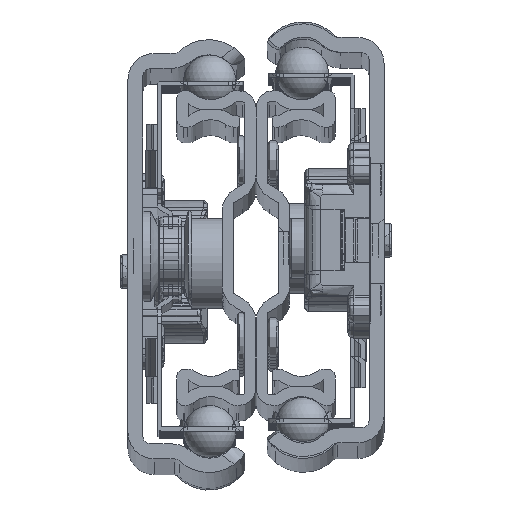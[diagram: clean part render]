
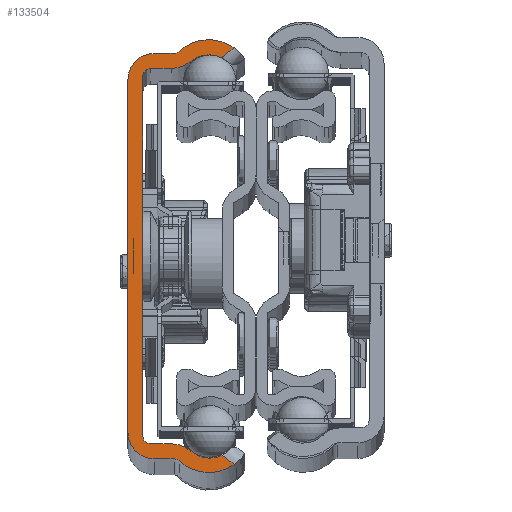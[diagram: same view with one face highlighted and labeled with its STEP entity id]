
A CAD part, top view. The second image highlights one B-rep face of the part: STEP entity #133504.
In plain terms, the highlighted planar face has unit normal (0, 0, 1).
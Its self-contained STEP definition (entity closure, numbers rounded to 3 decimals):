
#9491=PLANE('',#142727);
#15469=LINE('',#226321,#24825);
#15472=LINE('',#226329,#24828);
#15475=LINE('',#226337,#24831);
#15579=LINE('',#226617,#24935);
#15582=LINE('',#226625,#24938);
#15840=LINE('',#227253,#25196);
#15852=LINE('',#227307,#25208);
#15853=LINE('',#227315,#25209);
#15858=LINE('',#227330,#25214);
#15861=LINE('',#227340,#25217);
#24825=VECTOR('',#163758,10.);
#24828=VECTOR('',#163767,10.);
#24831=VECTOR('',#163776,10.);
#24935=VECTOR('',#163956,10.);
#24938=VECTOR('',#163965,10.);
#25196=VECTOR('',#164625,10.);
#25208=VECTOR('',#164663,10.);
#25209=VECTOR('',#164666,10.);
#25214=VECTOR('',#164685,10.);
#25217=VECTOR('',#164698,10.);
#34846=FACE_OUTER_BOUND('',#41992,.T.);
#41992=EDGE_LOOP('',(#103643,#103644,#103645,#103646,#103647,#103648,#103649,
#103650,#103651,#103652,#103653,#103654,#103655,#103656,#103657,#103658,
#103659,#103660,#103661,#103662,#103663,#103664));
#48046=CIRCLE('',#142449,3.8);
#48047=CIRCLE('',#142452,4.);
#48048=CIRCLE('',#142455,1.);
#48084=CIRCLE('',#142493,1.);
#48085=CIRCLE('',#142496,4.);
#48086=CIRCLE('',#142499,3.8);
#48127=CIRCLE('',#142706,5.8);
#48128=CIRCLE('',#142716,5.8);
#48129=CIRCLE('',#142718,1.);
#48130=CIRCLE('',#142721,3.5);
#48131=CIRCLE('',#142723,3.5);
#48132=CIRCLE('',#142726,1.);
#57064=VERTEX_POINT('',#226308);
#57065=VERTEX_POINT('',#226310);
#57066=VERTEX_POINT('',#226319);
#57067=VERTEX_POINT('',#226323);
#57068=VERTEX_POINT('',#226327);
#57069=VERTEX_POINT('',#226331);
#57070=VERTEX_POINT('',#226335);
#57207=VERTEX_POINT('',#226611);
#57208=VERTEX_POINT('',#226615);
#57209=VERTEX_POINT('',#226619);
#57210=VERTEX_POINT('',#226623);
#57212=VERTEX_POINT('',#226629);
#57364=VERTEX_POINT('',#227250);
#57365=VERTEX_POINT('',#227252);
#57371=VERTEX_POINT('',#227281);
#57372=VERTEX_POINT('',#227286);
#57376=VERTEX_POINT('',#227310);
#57377=VERTEX_POINT('',#227320);
#57378=VERTEX_POINT('',#227324);
#57379=VERTEX_POINT('',#227328);
#57380=VERTEX_POINT('',#227334);
#57381=VERTEX_POINT('',#227338);
#73519=EDGE_CURVE('',#57065,#57064,#48046,.T.);
#73522=EDGE_CURVE('',#57064,#57066,#15469,.T.);
#73524=EDGE_CURVE('',#57066,#57067,#48047,.T.);
#73526=EDGE_CURVE('',#57067,#57068,#15472,.T.);
#73528=EDGE_CURVE('',#57068,#57069,#48048,.T.);
#73530=EDGE_CURVE('',#57069,#57070,#15475,.T.);
#73668=EDGE_CURVE('',#57070,#57207,#48084,.T.);
#73670=EDGE_CURVE('',#57207,#57208,#15579,.T.);
#73672=EDGE_CURVE('',#57208,#57209,#48085,.T.);
#73674=EDGE_CURVE('',#57209,#57210,#15582,.T.);
#73677=EDGE_CURVE('',#57210,#57212,#48086,.T.);
#73974=EDGE_CURVE('',#57365,#57364,#15840,.T.);
#73986=EDGE_CURVE('',#57372,#57371,#48127,.T.);
#73993=EDGE_CURVE('',#57065,#57371,#15852,.T.);
#73995=EDGE_CURVE('',#57376,#57212,#15853,.T.);
#73999=EDGE_CURVE('',#57376,#57377,#48128,.T.);
#74001=EDGE_CURVE('',#57377,#57378,#48129,.T.);
#74003=EDGE_CURVE('',#57378,#57379,#15858,.T.);
#74004=EDGE_CURVE('',#57379,#57365,#48130,.T.);
#74006=EDGE_CURVE('',#57364,#57380,#48131,.T.);
#74008=EDGE_CURVE('',#57380,#57381,#15861,.T.);
#74009=EDGE_CURVE('',#57381,#57372,#48132,.T.);
#103643=ORIENTED_EDGE('',*,*,#73993,.F.);
#103644=ORIENTED_EDGE('',*,*,#73519,.T.);
#103645=ORIENTED_EDGE('',*,*,#73522,.T.);
#103646=ORIENTED_EDGE('',*,*,#73524,.T.);
#103647=ORIENTED_EDGE('',*,*,#73526,.T.);
#103648=ORIENTED_EDGE('',*,*,#73528,.T.);
#103649=ORIENTED_EDGE('',*,*,#73530,.T.);
#103650=ORIENTED_EDGE('',*,*,#73668,.T.);
#103651=ORIENTED_EDGE('',*,*,#73670,.T.);
#103652=ORIENTED_EDGE('',*,*,#73672,.T.);
#103653=ORIENTED_EDGE('',*,*,#73674,.T.);
#103654=ORIENTED_EDGE('',*,*,#73677,.T.);
#103655=ORIENTED_EDGE('',*,*,#73995,.F.);
#103656=ORIENTED_EDGE('',*,*,#73999,.T.);
#103657=ORIENTED_EDGE('',*,*,#74001,.T.);
#103658=ORIENTED_EDGE('',*,*,#74003,.T.);
#103659=ORIENTED_EDGE('',*,*,#74004,.T.);
#103660=ORIENTED_EDGE('',*,*,#73974,.T.);
#103661=ORIENTED_EDGE('',*,*,#74006,.T.);
#103662=ORIENTED_EDGE('',*,*,#74008,.T.);
#103663=ORIENTED_EDGE('',*,*,#74009,.T.);
#103664=ORIENTED_EDGE('',*,*,#73986,.T.);
#133504=ADVANCED_FACE('',(#34846),#9491,.F.);
#142449=AXIS2_PLACEMENT_3D('',#226311,#163753,#163754);
#142452=AXIS2_PLACEMENT_3D('',#226325,#163762,#163763);
#142455=AXIS2_PLACEMENT_3D('',#226333,#163771,#163772);
#142493=AXIS2_PLACEMENT_3D('',#226613,#163951,#163952);
#142496=AXIS2_PLACEMENT_3D('',#226621,#163960,#163961);
#142499=AXIS2_PLACEMENT_3D('',#226636,#163969,#163970);
#142706=AXIS2_PLACEMENT_3D('',#227287,#164647,#164648);
#142716=AXIS2_PLACEMENT_3D('',#227322,#164675,#164676);
#142718=AXIS2_PLACEMENT_3D('',#227326,#164680,#164681);
#142721=AXIS2_PLACEMENT_3D('',#227332,#164688,#164689);
#142723=AXIS2_PLACEMENT_3D('',#227336,#164693,#164694);
#142726=AXIS2_PLACEMENT_3D('',#227342,#164701,#164702);
#142727=AXIS2_PLACEMENT_3D('',#227343,#164703,#164704);
#163753=DIRECTION('center_axis',(0.,0.,-1.));
#163754=DIRECTION('ref_axis',(0.627,-0.779,0.));
#163758=DIRECTION('',(-0.779,0.627,0.));
#163762=DIRECTION('center_axis',(0.,0.,1.));
#163763=DIRECTION('ref_axis',(0.,-1.,0.));
#163767=DIRECTION('',(-1.,0.,0.));
#163771=DIRECTION('center_axis',(0.,0.,-1.));
#163772=DIRECTION('ref_axis',(0.,-1.,0.));
#163776=DIRECTION('',(0.,1.,0.));
#163951=DIRECTION('center_axis',(0.,0.,-1.));
#163952=DIRECTION('ref_axis',(-1.,0.,0.));
#163956=DIRECTION('',(1.,0.,0.));
#163960=DIRECTION('center_axis',(0.,0.,1.));
#163961=DIRECTION('ref_axis',(-0.627,0.779,0.));
#163965=DIRECTION('',(0.779,0.627,0.));
#163969=DIRECTION('center_axis',(0.,0.,-1.));
#163970=DIRECTION('ref_axis',(-0.627,0.779,0.));
#164625=DIRECTION('',(0.,-1.,0.));
#164647=DIRECTION('center_axis',(0.,0.,1.));
#164648=DIRECTION('ref_axis',(-0.627,0.779,0.));
#164663=DIRECTION('',(0.781,-0.625,0.));
#164666=DIRECTION('',(-0.781,-0.625,0.));
#164675=DIRECTION('center_axis',(0.,0.,1.));
#164676=DIRECTION('ref_axis',(0.678,-0.735,0.));
#164680=DIRECTION('center_axis',(0.,0.,-1.));
#164681=DIRECTION('ref_axis',(0.678,-0.735,0.));
#164685=DIRECTION('',(-1.,0.,0.));
#164688=DIRECTION('center_axis',(0.,0.,1.));
#164689=DIRECTION('ref_axis',(1.,0.,0.));
#164693=DIRECTION('center_axis',(0.,0.,1.));
#164694=DIRECTION('ref_axis',(0.,1.,0.));
#164698=DIRECTION('',(1.,0.,0.));
#164701=DIRECTION('center_axis',(0.,0.,-1.));
#164702=DIRECTION('ref_axis',(0.,1.,0.));
#164703=DIRECTION('center_axis',(0.,0.,-1.));
#164704=DIRECTION('ref_axis',(1.,0.,0.));
#226308=CARTESIAN_POINT('',(-22.048,-40.265,-521.74));
#226310=CARTESIAN_POINT('',(-17.983,-40.712,-521.74));
#226311=CARTESIAN_POINT('Origin',(-19.666,-37.305,-521.74));
#226319=CARTESIAN_POINT('',(-22.143,-40.189,-521.74));
#226321=CARTESIAN_POINT('',(-22.048,-40.265,-521.74));
#226323=CARTESIAN_POINT('',(-24.651,-39.305,-521.74));
#226325=CARTESIAN_POINT('Origin',(-24.651,-43.305,-521.74));
#226327=CARTESIAN_POINT('',(-27.416,-39.305,-521.74));
#226329=CARTESIAN_POINT('',(-24.651,-39.305,-521.74));
#226331=CARTESIAN_POINT('',(-28.416,-38.305,-521.74));
#226333=CARTESIAN_POINT('Origin',(-27.416,-38.305,-521.74));
#226335=CARTESIAN_POINT('',(-28.416,9.495,-521.74));
#226337=CARTESIAN_POINT('',(-28.416,-38.305,-521.74));
#226611=CARTESIAN_POINT('',(-27.416,10.495,-521.74));
#226613=CARTESIAN_POINT('Origin',(-27.416,9.495,-521.74));
#226615=CARTESIAN_POINT('',(-24.651,10.495,-521.74));
#226617=CARTESIAN_POINT('',(-27.416,10.495,-521.74));
#226619=CARTESIAN_POINT('',(-22.143,11.379,-521.74));
#226621=CARTESIAN_POINT('Origin',(-24.651,14.495,-521.74));
#226623=CARTESIAN_POINT('',(-22.048,11.456,-521.74));
#226625=CARTESIAN_POINT('',(-22.143,11.379,-521.74));
#226629=CARTESIAN_POINT('',(-17.983,11.902,-521.74));
#226636=CARTESIAN_POINT('Origin',(-19.666,8.495,-521.74));
#227250=CARTESIAN_POINT('',(-30.416,-37.805,-521.74));
#227252=CARTESIAN_POINT('',(-30.416,8.995,-521.74));
#227253=CARTESIAN_POINT('',(-30.416,8.995,-521.74));
#227281=CARTESIAN_POINT('',(-16.32,-42.043,-521.74));
#227286=CARTESIAN_POINT('',(-23.597,-41.569,-521.74));
#227287=CARTESIAN_POINT('Origin',(-19.666,-37.305,-521.74));
#227307=CARTESIAN_POINT('',(-26.706,-33.726,-521.74));
#227310=CARTESIAN_POINT('',(-16.32,13.233,-521.74));
#227315=CARTESIAN_POINT('',(-26.194,5.326,-521.74));
#227320=CARTESIAN_POINT('',(-23.597,12.76,-521.74));
#227322=CARTESIAN_POINT('Origin',(-19.666,8.495,-521.74));
#227324=CARTESIAN_POINT('',(-24.274,12.495,-521.74));
#227326=CARTESIAN_POINT('Origin',(-24.274,13.495,-521.74));
#227328=CARTESIAN_POINT('',(-26.916,12.495,-521.74));
#227330=CARTESIAN_POINT('',(-24.274,12.495,-521.74));
#227332=CARTESIAN_POINT('Origin',(-26.916,8.995,-521.74));
#227334=CARTESIAN_POINT('',(-26.916,-41.305,-521.74));
#227336=CARTESIAN_POINT('Origin',(-26.916,-37.805,-521.74));
#227338=CARTESIAN_POINT('',(-24.274,-41.305,-521.74));
#227340=CARTESIAN_POINT('',(-26.916,-41.305,-521.74));
#227342=CARTESIAN_POINT('Origin',(-24.274,-42.305,-521.74));
#227343=CARTESIAN_POINT('Origin',(-26.853,-14.405,-521.74));
